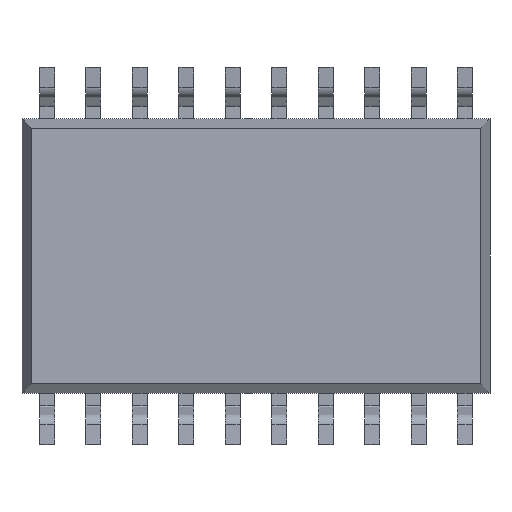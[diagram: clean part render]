
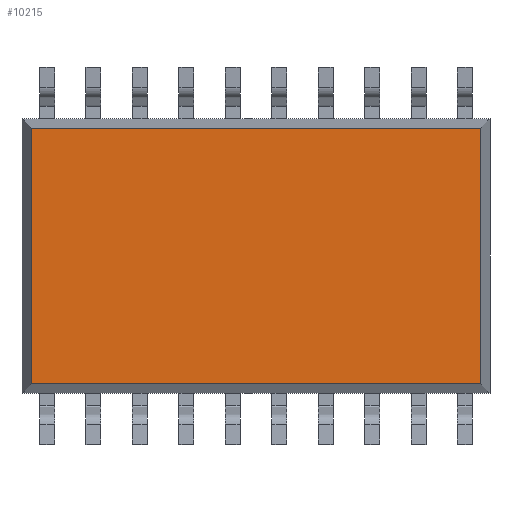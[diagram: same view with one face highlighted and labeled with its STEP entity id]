
A CAD part, front view. The second image highlights one B-rep face of the part: STEP entity #10215.
In plain terms, the highlighted planar face has unit normal (0, -1, 0).
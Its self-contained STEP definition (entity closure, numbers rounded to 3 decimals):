
#88 = PLANE ( 'NONE',  #856 ) ;
#253 = VECTOR ( 'NONE', #12295, 1000. ) ;
#334 = ORIENTED_EDGE ( 'NONE', *, *, #5718, .T. ) ;
#409 = CARTESIAN_POINT ( 'NONE',  ( 6.141, -1.1, -3.491 ) ) ;
#452 = VECTOR ( 'NONE', #5299, 1000. ) ;
#623 = LINE ( 'NONE', #4312, #6915 ) ;
#789 = LINE ( 'NONE', #1964, #452 ) ;
#823 = ORIENTED_EDGE ( 'NONE', *, *, #7530, .T. ) ;
#856 = AXIS2_PLACEMENT_3D ( 'NONE', #7230, #1051, #1089 ) ;
#1051 = DIRECTION ( 'NONE',  ( 0., -1., 0. ) ) ;
#1089 = DIRECTION ( 'NONE',  ( 0., 0., -1. ) ) ;
#1578 = CARTESIAN_POINT ( 'NONE',  ( 6.141, -1.1, 3.491 ) ) ;
#1964 = CARTESIAN_POINT ( 'NONE',  ( 6.4, -1.1, 3.491 ) ) ;
#2228 = EDGE_LOOP ( 'NONE', ( #6919, #5139, #334, #823 ) ) ;
#3009 = EDGE_CURVE ( 'NONE', #3042, #11501, #623, .T. ) ;
#3042 = VERTEX_POINT ( 'NONE', #409 ) ;
#3379 = LINE ( 'NONE', #8664, #11872 ) ;
#4312 = CARTESIAN_POINT ( 'NONE',  ( 6.141, -1.1, -3.75 ) ) ;
#5139 = ORIENTED_EDGE ( 'NONE', *, *, #3009, .T. ) ;
#5231 = CARTESIAN_POINT ( 'NONE',  ( -6.141, -1.1, 3.491 ) ) ;
#5299 = DIRECTION ( 'NONE',  ( -1., 0., 0. ) ) ;
#5432 = FACE_OUTER_BOUND ( 'NONE', #2228, .T. ) ;
#5718 = EDGE_CURVE ( 'NONE', #11501, #10144, #789, .T. ) ;
#6915 = VECTOR ( 'NONE', #12586, 1000. ) ;
#6919 = ORIENTED_EDGE ( 'NONE', *, *, #12373, .T. ) ;
#7230 = CARTESIAN_POINT ( 'NONE',  ( 0., -1.1, 0. ) ) ;
#7530 = EDGE_CURVE ( 'NONE', #10144, #7711, #3379, .T. ) ;
#7711 = VERTEX_POINT ( 'NONE', #10302 ) ;
#8507 = LINE ( 'NONE', #12204, #253 ) ;
#8664 = CARTESIAN_POINT ( 'NONE',  ( -6.141, -1.1, 3.75 ) ) ;
#10144 = VERTEX_POINT ( 'NONE', #5231 ) ;
#10215 = ADVANCED_FACE ( 'NONE', ( #5432 ), #88, .T. ) ;
#10302 = CARTESIAN_POINT ( 'NONE',  ( -6.141, -1.1, -3.491 ) ) ;
#10708 = DIRECTION ( 'NONE',  ( 0., 0., -1. ) ) ;
#11501 = VERTEX_POINT ( 'NONE', #1578 ) ;
#11872 = VECTOR ( 'NONE', #10708, 1000. ) ;
#12204 = CARTESIAN_POINT ( 'NONE',  ( -6.4, -1.1, -3.491 ) ) ;
#12295 = DIRECTION ( 'NONE',  ( 1., 0., 0. ) ) ;
#12373 = EDGE_CURVE ( 'NONE', #7711, #3042, #8507, .T. ) ;
#12586 = DIRECTION ( 'NONE',  ( 0., 0., 1. ) ) ;
